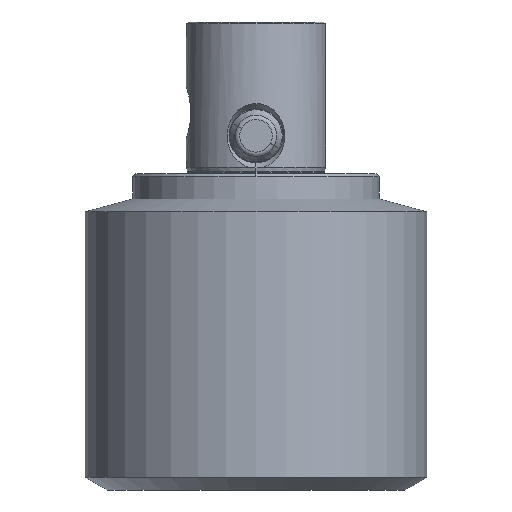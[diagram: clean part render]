
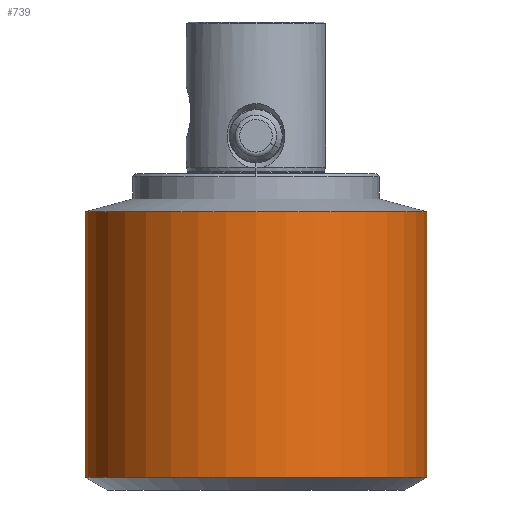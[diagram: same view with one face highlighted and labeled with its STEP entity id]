
A CAD part, left-side view. The second image highlights one B-rep face of the part: STEP entity #739.
In plain terms, the highlighted cylindrical face has radius 27 mm (diameter 54 mm), a partial arc.
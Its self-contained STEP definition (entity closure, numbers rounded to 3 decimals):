
#457=EDGE_CURVE('NONE',#1229,#461,#1294,.T.);
#461=VERTEX_POINT('NONE',#1298);
#599=EDGE_CURVE('NONE',#823,#863,#1453,.T.);
#739=ADVANCED_FACE('NONE',(#1614),#1615,.T.);
#823=VERTEX_POINT('NONE',#1711);
#863=VERTEX_POINT('NONE',#1754);
#1087=EDGE_CURVE('NONE',#1229,#823,#2002,.T.);
#1143=EDGE_CURVE('NONE',#461,#863,#2069,.T.);
#1229=VERTEX_POINT('NONE',#2162);
#1294=LINE('',#2227,#2228);
#1298=CARTESIAN_POINT('',(0.,27.0,-6.01));
#1453=LINE('',#2458,#2459);
#1614=FACE_OUTER_BOUND('',#2661,.T.);
#1615=CYLINDRICAL_SURFACE('',#2662,27.0);
#1711=CARTESIAN_POINT('',(0.,-27.0,-48.0));
#1754=CARTESIAN_POINT('',(0.0,-27.0,-6.01));
#2002=CIRCLE('',#3379,27.0);
#2069=CIRCLE('',#3467,27.0);
#2162=CARTESIAN_POINT('',(0.0,27.0,-48.0));
#2227=CARTESIAN_POINT('',(0.0,27.0,1.683));
#2228=VECTOR('',#3829,1000.0);
#2458=CARTESIAN_POINT('',(0.,-27.0,1.683));
#2459=VECTOR('',#4022,1000.0);
#2661=EDGE_LOOP('',(#4279,#4280,#4281,#4282));
#2662=AXIS2_PLACEMENT_3D('',#4283,#4284,#4285);
#3379=AXIS2_PLACEMENT_3D('',#4744,#4745,#4746);
#3467=AXIS2_PLACEMENT_3D('',#4854,#4855,#4856);
#3829=DIRECTION('',(0.0,-0.0,1.0));
#4022=DIRECTION('',(0.0,-0.0,1.0));
#4279=ORIENTED_EDGE('',*,*,#1087,.T.);
#4280=ORIENTED_EDGE('',*,*,#599,.T.);
#4281=ORIENTED_EDGE('',*,*,#1143,.F.);
#4282=ORIENTED_EDGE('',*,*,#457,.F.);
#4283=CARTESIAN_POINT('',(0.0,0.0,1.683));
#4284=DIRECTION('',(-0.0,-0.0,1.0));
#4285=DIRECTION('',(0.0,1.0,0.0));
#4744=CARTESIAN_POINT('',(0.0,0.0,-48.0));
#4745=DIRECTION('',(0.0,-0.0,1.0));
#4746=DIRECTION('',(0.0,1.0,0.0));
#4854=CARTESIAN_POINT('',(0.0,0.0,-6.01));
#4855=DIRECTION('',(0.0,-0.0,1.0));
#4856=DIRECTION('',(0.0,1.0,0.0));
